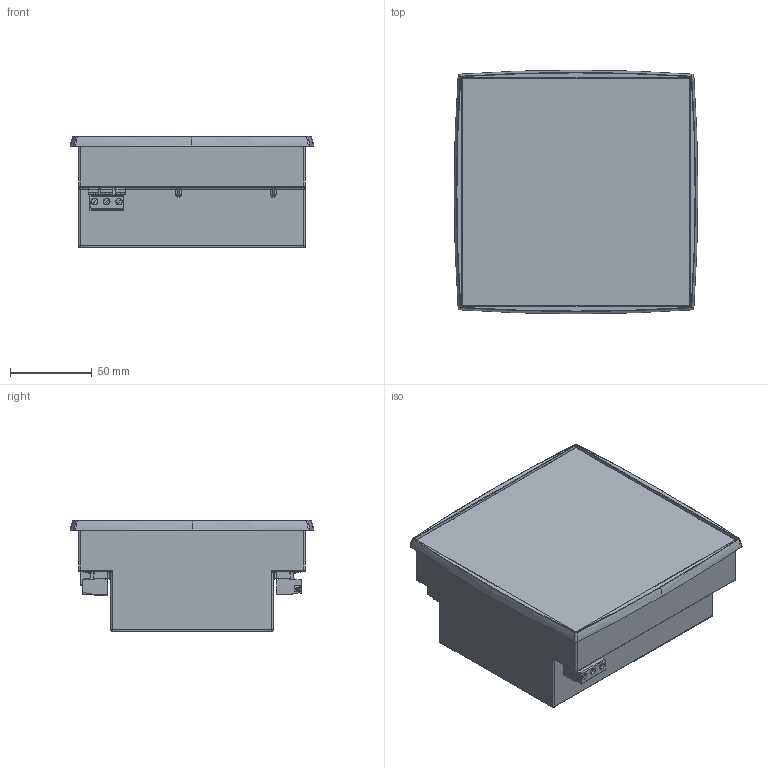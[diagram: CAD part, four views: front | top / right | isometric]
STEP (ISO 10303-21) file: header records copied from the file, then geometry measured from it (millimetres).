
FILE_DESCRIPTION((''),'2;1');
FILE_NAME('004656572_PFC_8DB_ASM','2024-08-12T13:10:56',('klemen.sitar'),('Audax d.o.o.'),'CREO PARAMETRIC BY PTC INC, 2021304','CREO PARAMETRIC BY PTC INC, 2021304','');
FILE_SCHEMA(('AP242_MANAGED_MODEL_BASED_3D_ENGINEERING_MIM_LF { 1 0 10303 442 1 1 4 }'));
Products named in the file (12): PV02-5-V-P_1; PV04-7_5-P_1; SH04-7_5_1; PV03-7_5-V-P_1; PV06-5-V-P_1; SH03-7_5_1; SH06-5_1; 955222667_1; SH02-5_08_1; RACCORDO2_1; ESTRUSIONE-ESTRUSIONE8_1; 004656572_PFC_8DB_ASM
Assembly tree (11 placements, depth 2):
  004656572_PFC_8DB_ASM
    PV02-5-V-P_1
    PV04-7_5-P_1
    SH04-7_5_1
    PV03-7_5-V-P_1
    PV06-5-V-P_1
    SH03-7_5_1
    SH06-5_1
    955222667_1
    SH02-5_08_1
    RACCORDO2_1
    ESTRUSIONE-ESTRUSIONE8_1
Bounding box: 149 x 149 x 68 mm (x, y, z)
Volume: 66312.3 mm3; surface area: 142560.9 mm2
Topology: 10 solids, 11 shells, 2455 faces, 6242 edges, 3927 vertices
Faces by surface type: plane 1656, cylinder 486, bspline 217, cone 62, sphere 24, revolution 10
Entity records: 120186 total; most frequent: CARTESIAN_POINT 24731, ORIENTED_EDGE 12404, DIRECTION 11097, PRESENTATION_STYLE_ASSIGNMENT 8702, STYLED_ITEM 8702, CURVE_STYLE 6237, EDGE_CURVE 6204, VECTOR 4403
